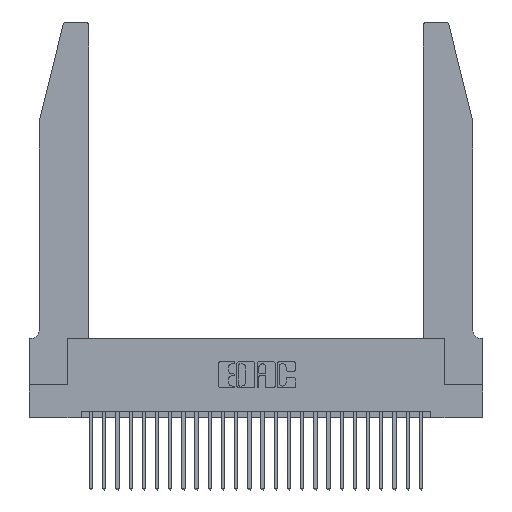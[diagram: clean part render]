
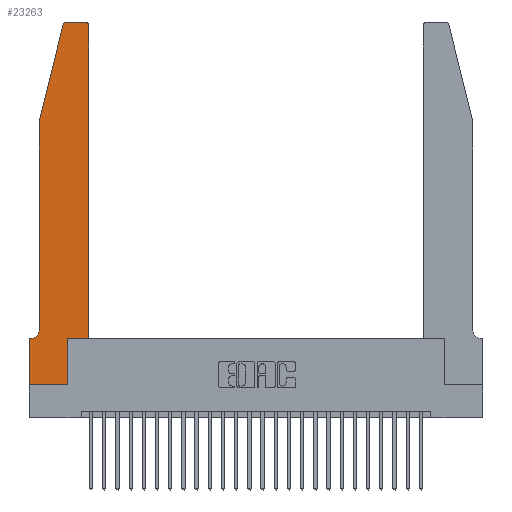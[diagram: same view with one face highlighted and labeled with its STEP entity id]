
A CAD part, top view. The second image highlights one B-rep face of the part: STEP entity #23263.
In plain terms, the highlighted planar face has unit normal (0, 0, 1).
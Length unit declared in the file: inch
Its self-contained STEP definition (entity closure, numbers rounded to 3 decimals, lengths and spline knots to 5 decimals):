
#127 = EDGE_CURVE ( 'NONE', #10909, #8038, #19411, .T. ) ;
#656 = VECTOR ( 'NONE', #4542, 39.37008 ) ;
#692 = CIRCLE ( 'NONE', #15531, 0.07 ) ;
#805 = EDGE_CURVE ( 'NONE', #8364, #24295, #25870, .T. ) ;
#1704 = VECTOR ( 'NONE', #5159, 39.37008 ) ;
#2262 = CARTESIAN_POINT ( 'NONE',  ( 0.4505, 2.72, 0.37 ) ) ;
#2363 = CARTESIAN_POINT ( 'NONE',  ( 0.2865, 0.35, 0.37 ) ) ;
#2955 = ORIENTED_EDGE ( 'NONE', *, *, #8744, .T. ) ;
#2985 = ORIENTED_EDGE ( 'NONE', *, *, #23367, .T. ) ;
#3470 = VERTEX_POINT ( 'NONE', #17414 ) ;
#3736 = CARTESIAN_POINT ( 'NONE',  ( 0.2865, 0., 0.37 ) ) ;
#3973 = FACE_OUTER_BOUND ( 'NONE', #8016, .T. ) ;
#4070 = EDGE_CURVE ( 'NONE', #25617, #3470, #12023, .T. ) ;
#4331 = ORIENTED_EDGE ( 'NONE', *, *, #26456, .T. ) ;
#4430 = DIRECTION ( 'NONE',  ( 1., 0., 0. ) ) ;
#4496 = CARTESIAN_POINT ( 'NONE',  ( 0.4505, 0.35, 0.37 ) ) ;
#4542 = DIRECTION ( 'NONE',  ( 0., 1., 0. ) ) ;
#4715 = LINE ( 'NONE', #17200, #20190 ) ;
#4805 = VERTEX_POINT ( 'NONE', #21620 ) ;
#5159 = DIRECTION ( 'NONE',  ( -1., 0., 0. ) ) ;
#5541 = VERTEX_POINT ( 'NONE', #14154 ) ;
#5854 = EDGE_CURVE ( 'NONE', #3470, #4805, #21798, .T. ) ;
#6329 = VECTOR ( 'NONE', #6700, 39.37008 ) ;
#6700 = DIRECTION ( 'NONE',  ( -1., 0., 0. ) ) ;
#6712 = DIRECTION ( 'NONE',  ( 0., 0., -1. ) ) ;
#6755 = LINE ( 'NONE', #17794, #1704 ) ;
#7634 = CARTESIAN_POINT ( 'NONE',  ( 0.0755, 2., 0.37 ) ) ;
#8016 = EDGE_LOOP ( 'NONE', ( #21586, #9212, #2955, #20212, #4331, #2985, #26535, #11520, #18998, #13632, #13590, #13904 ) ) ;
#8038 = VERTEX_POINT ( 'NONE', #20530 ) ;
#8050 = AXIS2_PLACEMENT_3D ( 'NONE', #17439, #27245, #25408 ) ;
#8364 = VERTEX_POINT ( 'NONE', #22801 ) ;
#8555 = CARTESIAN_POINT ( 'NONE',  ( 0., 0.35, 0.37 ) ) ;
#8744 = EDGE_CURVE ( 'NONE', #24295, #5541, #20991, .T. ) ;
#8963 = CARTESIAN_POINT ( 'NONE',  ( 0., 0., 0.37 ) ) ;
#9212 = ORIENTED_EDGE ( 'NONE', *, *, #805, .T. ) ;
#9784 = EDGE_CURVE ( 'NONE', #4805, #10909, #23847, .T. ) ;
#10666 = VECTOR ( 'NONE', #4430, 39.37008 ) ;
#10675 = DIRECTION ( 'NONE',  ( 0., 0., 1. ) ) ;
#10846 = EDGE_CURVE ( 'NONE', #23181, #13903, #25788, .T. ) ;
#10909 = VERTEX_POINT ( 'NONE', #2262 ) ;
#11419 = DIRECTION ( 'NONE',  ( 0., 0., 1. ) ) ;
#11520 = ORIENTED_EDGE ( 'NONE', *, *, #16147, .T. ) ;
#11946 = LINE ( 'NONE', #8963, #16885 ) ;
#12023 = LINE ( 'NONE', #2363, #656 ) ;
#12601 = DIRECTION ( 'NONE',  ( 1., 0., 0. ) ) ;
#12717 = CARTESIAN_POINT ( 'NONE',  ( 0.0755, 0.42, 0.37 ) ) ;
#13214 = AXIS2_PLACEMENT_3D ( 'NONE', #8555, #10675, #25276 ) ;
#13309 = CARTESIAN_POINT ( 'NONE',  ( 0., 0., 0.37 ) ) ;
#13590 = ORIENTED_EDGE ( 'NONE', *, *, #9784, .T. ) ;
#13632 = ORIENTED_EDGE ( 'NONE', *, *, #5854, .T. ) ;
#13903 = VERTEX_POINT ( 'NONE', #13309 ) ;
#13904 = ORIENTED_EDGE ( 'NONE', *, *, #127, .T. ) ;
#14154 = CARTESIAN_POINT ( 'NONE',  ( 0.0755, 2., 0.37 ) ) ;
#14699 = VECTOR ( 'NONE', #23203, 39.37008 ) ;
#15047 = EDGE_CURVE ( 'NONE', #5541, #20028, #4715, .T. ) ;
#15455 = AXIS2_PLACEMENT_3D ( 'NONE', #15516, #11419, #12601 ) ;
#15516 = CARTESIAN_POINT ( 'NONE',  ( 0.284, 2.72, 0.37 ) ) ;
#15531 = AXIS2_PLACEMENT_3D ( 'NONE', #19299, #6712, #21383 ) ;
#15626 = CARTESIAN_POINT ( 'NONE',  ( 0.0055, 0.35, 0.37 ) ) ;
#16147 = EDGE_CURVE ( 'NONE', #13903, #25617, #11946, .T. ) ;
#16741 = CARTESIAN_POINT ( 'NONE',  ( 0., 0.35, 0.37 ) ) ;
#16885 = VECTOR ( 'NONE', #17416, 39.37008 ) ;
#17200 = CARTESIAN_POINT ( 'NONE',  ( 0.0755, 2., 0.37 ) ) ;
#17414 = CARTESIAN_POINT ( 'NONE',  ( 0.2865, 0.35, 0.37 ) ) ;
#17416 = DIRECTION ( 'NONE',  ( 1., 0., 0. ) ) ;
#17439 = CARTESIAN_POINT ( 'NONE',  ( 0.4205, 2.72, 0.37 ) ) ;
#17794 = CARTESIAN_POINT ( 'NONE',  ( 0.2605, 2.75, 0.37 ) ) ;
#18179 = LINE ( 'NONE', #21372, #6329 ) ;
#18330 = VECTOR ( 'NONE', #25528, 39.37008 ) ;
#18998 = ORIENTED_EDGE ( 'NONE', *, *, #4070, .T. ) ;
#19197 = CARTESIAN_POINT ( 'NONE',  ( 0.4505, 0.35, 0.37 ) ) ;
#19299 = CARTESIAN_POINT ( 'NONE',  ( 0.0055, 0.42, 0.37 ) ) ;
#19411 = CIRCLE ( 'NONE', #8050, 0.03 ) ;
#20028 = VERTEX_POINT ( 'NONE', #12717 ) ;
#20190 = VECTOR ( 'NONE', #25471, 39.37008 ) ;
#20212 = ORIENTED_EDGE ( 'NONE', *, *, #15047, .T. ) ;
#20530 = CARTESIAN_POINT ( 'NONE',  ( 0.4205, 2.75, 0.37 ) ) ;
#20969 = EDGE_CURVE ( 'NONE', #8038, #8364, #6755, .T. ) ;
#20991 = LINE ( 'NONE', #7634, #25858 ) ;
#21108 = PLANE ( 'NONE',  #13214 ) ;
#21111 = CARTESIAN_POINT ( 'NONE',  ( 0., 0., 0.37 ) ) ;
#21372 = CARTESIAN_POINT ( 'NONE',  ( 0.0755, 0.35, 0.37 ) ) ;
#21383 = DIRECTION ( 'NONE',  ( -1., 0., 0. ) ) ;
#21586 = ORIENTED_EDGE ( 'NONE', *, *, #20969, .T. ) ;
#21620 = CARTESIAN_POINT ( 'NONE',  ( 0.4505, 0.35, 0.37 ) ) ;
#21798 = LINE ( 'NONE', #19197, #10666 ) ;
#22071 = VERTEX_POINT ( 'NONE', #15626 ) ;
#22801 = CARTESIAN_POINT ( 'NONE',  ( 0.284, 2.75, 0.37 ) ) ;
#23181 = VERTEX_POINT ( 'NONE', #16741 ) ;
#23203 = DIRECTION ( 'NONE',  ( 0., -1., 0. ) ) ;
#23263 = ADVANCED_FACE ( 'NONE', ( #3973 ), #21108, .T. ) ;
#23367 = EDGE_CURVE ( 'NONE', #22071, #23181, #18179, .T. ) ;
#23847 = LINE ( 'NONE', #4496, #18330 ) ;
#24295 = VERTEX_POINT ( 'NONE', #24400 ) ;
#24400 = CARTESIAN_POINT ( 'NONE',  ( 0.25487, 2.72718, 0.37 ) ) ;
#25276 = DIRECTION ( 'NONE',  ( 1., 0., 0. ) ) ;
#25408 = DIRECTION ( 'NONE',  ( 1., 0., 0. ) ) ;
#25471 = DIRECTION ( 'NONE',  ( 0., -1., 0. ) ) ;
#25528 = DIRECTION ( 'NONE',  ( 0., 1., 0. ) ) ;
#25617 = VERTEX_POINT ( 'NONE', #3736 ) ;
#25788 = LINE ( 'NONE', #21111, #14699 ) ;
#25858 = VECTOR ( 'NONE', #26125, 39.37008 ) ;
#25870 = CIRCLE ( 'NONE', #15455, 0.03 ) ;
#26125 = DIRECTION ( 'NONE',  ( -0.239, -0.971, 0. ) ) ;
#26456 = EDGE_CURVE ( 'NONE', #20028, #22071, #692, .T. ) ;
#26535 = ORIENTED_EDGE ( 'NONE', *, *, #10846, .T. ) ;
#27245 = DIRECTION ( 'NONE',  ( 0., 0., 1. ) ) ;
